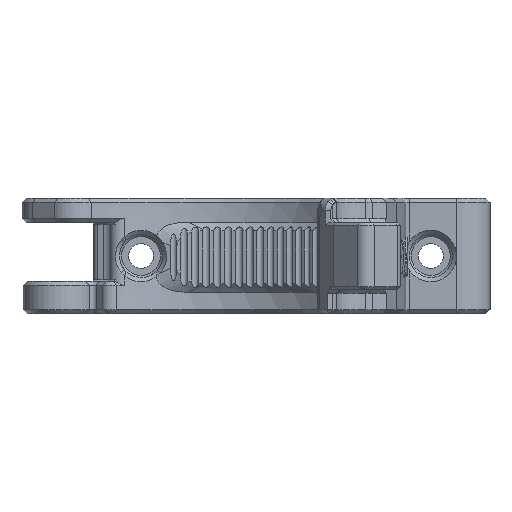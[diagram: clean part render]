
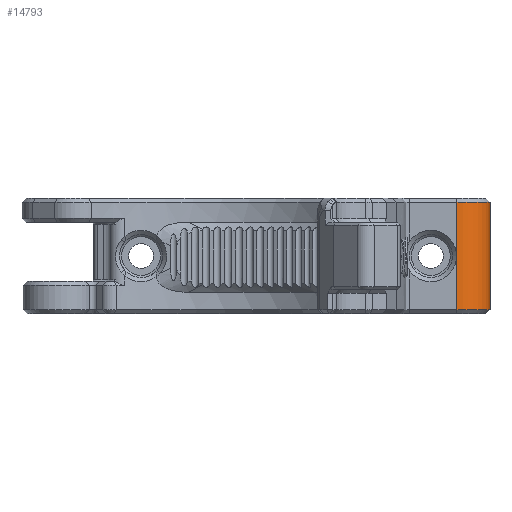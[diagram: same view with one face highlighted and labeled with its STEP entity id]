
A CAD part, front view. The second image highlights one B-rep face of the part: STEP entity #14793.
In plain terms, the highlighted cylindrical face has radius 8 mm (diameter 16 mm), a partial arc.
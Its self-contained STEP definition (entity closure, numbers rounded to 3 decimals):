
#595=CYLINDRICAL_SURFACE('',#15363,8.);
#820=CIRCLE('',#15364,8.);
#821=CIRCLE('',#15365,8.);
#1676=FACE_OUTER_BOUND('',#2526,.T.);
#2526=EDGE_LOOP('',(#13542,#13543,#13544,#13545));
#4454=LINE('',#32325,#5438);
#4588=LINE('',#34980,#5572);
#5438=VECTOR('',#16826,10.);
#5572=VECTOR('',#17352,10.);
#6835=VERTEX_POINT('',#32322);
#6836=VERTEX_POINT('',#32324);
#7040=VERTEX_POINT('',#34977);
#7041=VERTEX_POINT('',#34979);
#8909=EDGE_CURVE('',#6835,#6836,#4454,.T.);
#9237=EDGE_CURVE('',#7040,#6835,#820,.T.);
#9238=EDGE_CURVE('',#7040,#7041,#4588,.T.);
#9239=EDGE_CURVE('',#6836,#7041,#821,.T.);
#13542=ORIENTED_EDGE('',*,*,#9237,.F.);
#13543=ORIENTED_EDGE('',*,*,#9238,.T.);
#13544=ORIENTED_EDGE('',*,*,#9239,.F.);
#13545=ORIENTED_EDGE('',*,*,#8909,.F.);
#14793=ADVANCED_FACE('',(#1676),#595,.T.);
#15363=AXIS2_PLACEMENT_3D('',#34976,#17348,#17349);
#15364=AXIS2_PLACEMENT_3D('',#34978,#17350,#17351);
#15365=AXIS2_PLACEMENT_3D('',#34981,#17353,#17354);
#16826=DIRECTION('',(0.,0.,-1.));
#17348=DIRECTION('center_axis',(0.,0.,
-1.));
#17349=DIRECTION('ref_axis',(0.,-1.,0.));
#17350=DIRECTION('center_axis',(0.,0.,
1.));
#17351=DIRECTION('ref_axis',(0.,-1.,0.));
#17352=DIRECTION('',(0.,0.,-1.));
#17353=DIRECTION('center_axis',(0.,0.,
-1.));
#17354=DIRECTION('ref_axis',(0.,-1.,0.));
#32322=CARTESIAN_POINT('',(61.694,-0.075,27.));
#32324=CARTESIAN_POINT('',(61.694,-0.075,1.));
#32325=CARTESIAN_POINT('',(61.694,-0.075,28.));
#34976=CARTESIAN_POINT('Origin',(61.694,-8.075,28.));
#34977=CARTESIAN_POINT('',(61.695,-16.075,27.));
#34978=CARTESIAN_POINT('Origin',(61.694,-8.075,27.));
#34979=CARTESIAN_POINT('',(61.695,-16.075,1.));
#34980=CARTESIAN_POINT('',(61.695,-16.075,28.));
#34981=CARTESIAN_POINT('Origin',(61.694,-8.075,1.));
